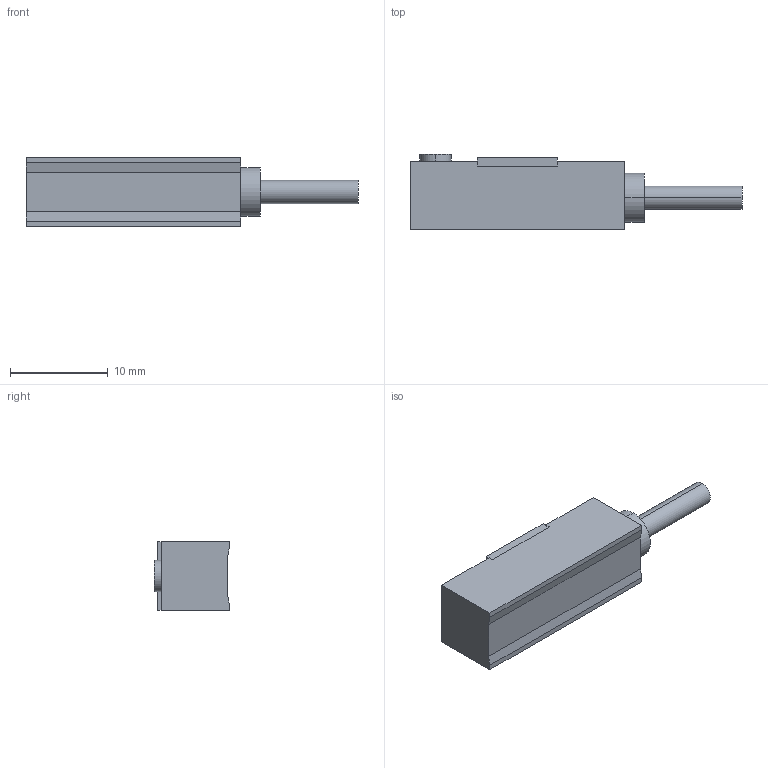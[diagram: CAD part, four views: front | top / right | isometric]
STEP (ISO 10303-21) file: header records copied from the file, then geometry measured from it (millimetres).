
FILE_DESCRIPTION (( 'STEP AP214' ), '1' );
FILE_NAME ('MT-22.STEP', '2019-10-18T05:07:55', ( 'LinWei' ), ( '' ), 'SwSTEP 2.0', 'SolidWorks 2016', '' );
FILE_SCHEMA (( 'AUTOMOTIVE_DESIGN' ));
Length unit declared in the file: millimetre
Products named in the file (1): MT-22
Bounding box: 34 x 7.7 x 7.1 mm (x, y, z)
Volume: 1176.1 mm3; surface area: 853.2 mm2
Topology: 1 solids, 1 shells, 34 faces, 80 edges, 52 vertices
Faces by surface type: plane 26, cylinder 8
Entity records: 1376 total; most frequent: CARTESIAN_POINT 167, DIRECTION 166, ORIENTED_EDGE 160, EDGE_CURVE 80, LINE 64, VECTOR 64, VERTEX_POINT 52, AXIS2_PLACEMENT_3D 51
